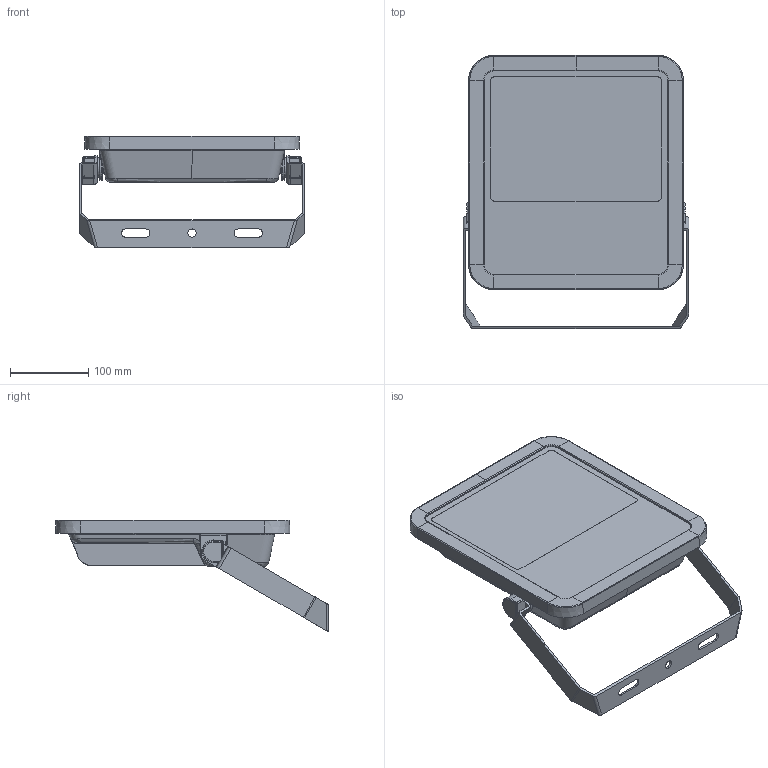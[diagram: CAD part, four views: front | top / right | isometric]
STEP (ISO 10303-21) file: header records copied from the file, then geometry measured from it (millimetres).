
FILE_DESCRIPTION (( 'STEP AP214' ), '1' );
FILE_NAME ('FL-AREA-72W.STEP', '2023-03-16T11:35:35', ( '' ), ( '' ), 'SwSTEP 2.0', 'SolidWorks 2020', '' );
FILE_SCHEMA (( 'AUTOMOTIVE_DESIGN' ));
Length unit declared in the file: millimetre
Products named in the file (1): FL-AREA-72W
Bounding box: 289 x 349.52 x 142.79 mm (x, y, z)
Volume: 2314671.8 mm3; surface area: 565300.8 mm2
Topology: 8 solids, 8 shells, 799 faces, 1928 edges, 1119 vertices
Faces by surface type: cylinder 255, bspline 254, plane 216, torus 42, cone 26, sphere 6
Full cylindrical faces by diameter (mm): 8.5 x2, 25 x2
Entity records: 42677 total; most frequent: CARTESIAN_POINT 17276, ORIENTED_EDGE 3784, DIRECTION 3013, EDGE_CURVE 1892, AXIS2_PLACEMENT_3D 1145, VERTEX_POINT 1119, EDGE_LOOP 821, UNCERTAINTY_MEASURE_WITH_UNIT 809
